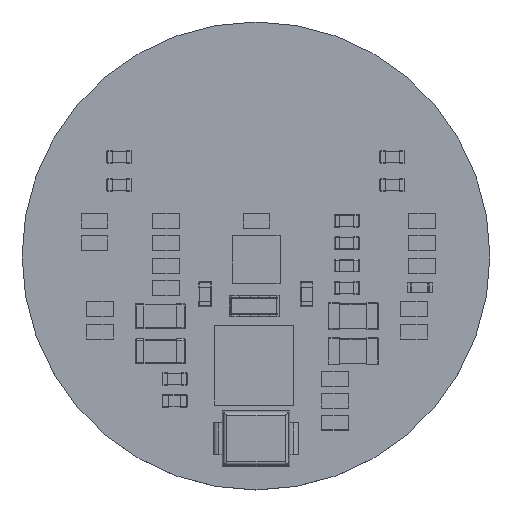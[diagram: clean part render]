
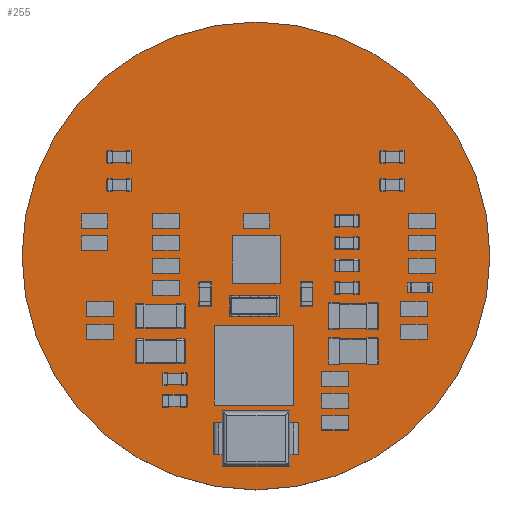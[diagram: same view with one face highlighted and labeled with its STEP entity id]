
A CAD part, top view. The second image highlights one B-rep face of the part: STEP entity #255.
In plain terms, the highlighted planar face has unit normal (0, 0, 1).
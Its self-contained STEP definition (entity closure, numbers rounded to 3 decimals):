
#220 = VERTEX_POINT('',#221);
#221 = CARTESIAN_POINT('',(30.254,15.254,1.691));
#227 = EDGE_CURVE('',#220,#220,#228,.T.);
#228 = CIRCLE('',#229,15.);
#229 = AXIS2_PLACEMENT_3D('',#230,#231,#232);
#230 = CARTESIAN_POINT('',(15.254,15.254,1.691));
#231 = DIRECTION('',(0.,0.,1.));
#232 = DIRECTION('',(1.,0.,0.));
#255 = ADVANCED_FACE('',(#256),#259,.F.);
#256 = FACE_BOUND('',#257,.T.);
#257 = EDGE_LOOP('',(#258));
#258 = ORIENTED_EDGE('',*,*,#227,.T.);
#259 = PLANE('',#260);
#260 = AXIS2_PLACEMENT_3D('',#261,#262,#263);
#261 = CARTESIAN_POINT('',(30.254,15.254,1.691));
#262 = DIRECTION('',(0.,0.,-1.));
#263 = DIRECTION('',(-1.,0.,0.));
